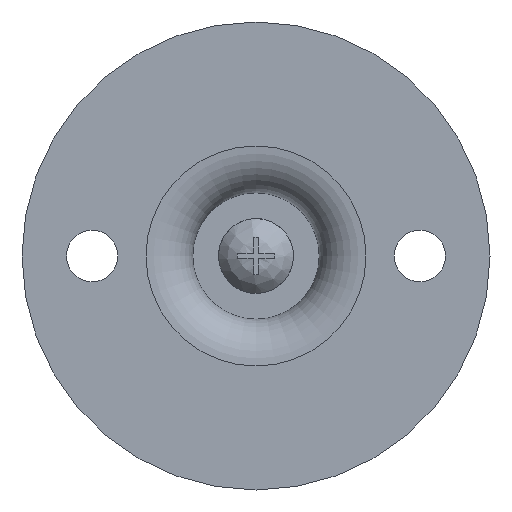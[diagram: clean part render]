
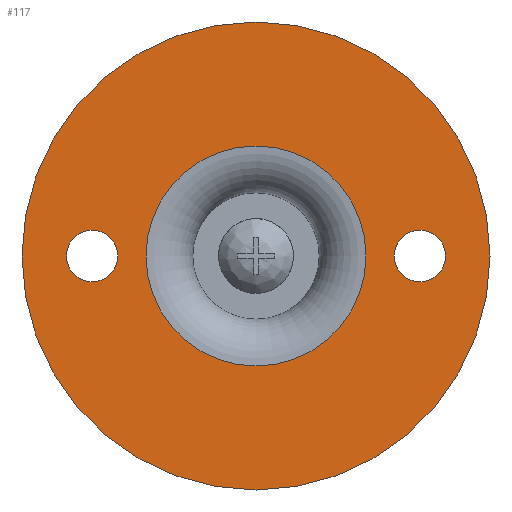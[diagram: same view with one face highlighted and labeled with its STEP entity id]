
A CAD part, front view. The second image highlights one B-rep face of the part: STEP entity #117.
In plain terms, the highlighted planar face has unit normal (0, -1, 0).
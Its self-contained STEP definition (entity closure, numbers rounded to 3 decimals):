
#117 = ADVANCED_FACE( '', ( #255, #256, #257, #258 ), #259, .F. );
#255 = FACE_BOUND( '', #422, .T. );
#256 = FACE_BOUND( '', #423, .T. );
#257 = FACE_OUTER_BOUND( '', #424, .T. );
#258 = FACE_BOUND( '', #425, .T. );
#259 = PLANE( '', #426 );
#422 = EDGE_LOOP( '', ( #730 ) );
#423 = EDGE_LOOP( '', ( #731 ) );
#424 = EDGE_LOOP( '', ( #732 ) );
#425 = EDGE_LOOP( '', ( #733 ) );
#426 = AXIS2_PLACEMENT_3D( '', #734, #735, #736 );
#730 = ORIENTED_EDGE( '', *, *, #1010, .F. );
#731 = ORIENTED_EDGE( '', *, *, #1011, .F. );
#732 = ORIENTED_EDGE( '', *, *, #949, .T. );
#733 = ORIENTED_EDGE( '', *, *, #997, .T. );
#734 = CARTESIAN_POINT( '', ( 25., 0., 0. ) );
#735 = DIRECTION( '', ( 0., 1., 0. ) );
#736 = DIRECTION( '', ( 0., 0., 1. ) );
#949 = EDGE_CURVE( '', #1113, #1113, #1114, .T. );
#997 = EDGE_CURVE( '', #1185, #1185, #1186, .T. );
#1010 = EDGE_CURVE( '', #1202, #1202, #1203, .T. );
#1011 = EDGE_CURVE( '', #1204, #1204, #1205, .F. );
#1113 = VERTEX_POINT( '', #1365 );
#1114 = CIRCLE( '', #1366, 25. );
#1185 = VERTEX_POINT( '', #1516 );
#1186 = CIRCLE( '', #1517, 2.75 );
#1202 = VERTEX_POINT( '', #1548 );
#1203 = CIRCLE( '', #1549, 11.75 );
#1204 = VERTEX_POINT( '', #1550 );
#1205 = CIRCLE( '', #1551, 2.75 );
#1365 = CARTESIAN_POINT( '', ( 0., 0., -25. ) );
#1366 = AXIS2_PLACEMENT_3D( '', #1696, #1697, #1698 );
#1516 = CARTESIAN_POINT( '', ( -14.75, 0., 0. ) );
#1517 = AXIS2_PLACEMENT_3D( '', #1727, #1728, #1729 );
#1548 = CARTESIAN_POINT( '', ( 0., 0., -11.75 ) );
#1549 = AXIS2_PLACEMENT_3D( '', #1737, #1738, #1739 );
#1550 = CARTESIAN_POINT( '', ( 17.5, 0., 2.75 ) );
#1551 = AXIS2_PLACEMENT_3D( '', #1740, #1741, #1742 );
#1696 = CARTESIAN_POINT( '', ( 0., 0., 0. ) );
#1697 = DIRECTION( '', ( 0., -1., 0. ) );
#1698 = DIRECTION( '', ( 0., 0., -1. ) );
#1727 = CARTESIAN_POINT( '', ( -17.5, 0., 0. ) );
#1728 = DIRECTION( '', ( 0., 1., 0. ) );
#1729 = DIRECTION( '', ( 1., 0., 0. ) );
#1737 = CARTESIAN_POINT( '', ( 0., 0., 0. ) );
#1738 = DIRECTION( '', ( 0., -1., 0. ) );
#1739 = DIRECTION( '', ( 0., 0., -1. ) );
#1740 = CARTESIAN_POINT( '', ( 17.5, 0., 0. ) );
#1741 = DIRECTION( '', ( 0., 1., 0. ) );
#1742 = DIRECTION( '', ( 0., 0., 1. ) );
